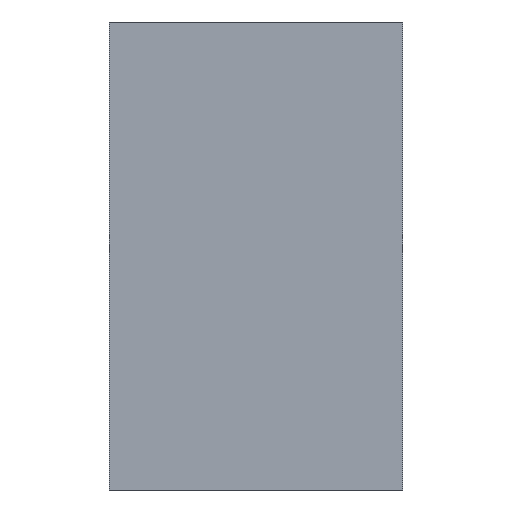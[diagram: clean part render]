
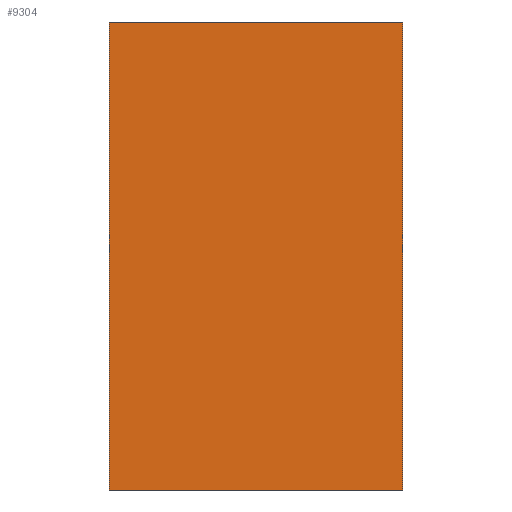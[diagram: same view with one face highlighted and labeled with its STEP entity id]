
A CAD part, front view. The second image highlights one B-rep face of the part: STEP entity #9304.
In plain terms, the highlighted planar face has unit normal (0, -1, 0).
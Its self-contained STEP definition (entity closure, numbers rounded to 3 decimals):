
#1375 = VERTEX_POINT ( 'NONE', #47121 ) ;
#5674 = VECTOR ( 'NONE', #58766, 39.37 ) ;
#6925 = VECTOR ( 'NONE', #70822, 39.37 ) ;
#9304 = ADVANCED_FACE ( 'NONE', ( #23451 ), #41907, .F. ) ;
#9564 = CARTESIAN_POINT ( 'NONE',  ( 26., -3.25, 44. ) ) ;
#14892 = DIRECTION ( 'NONE',  ( 0., 1., 0. ) ) ;
#15169 = EDGE_CURVE ( 'NONE', #32957, #17411, #20231, .T. ) ;
#15181 = DIRECTION ( 'NONE',  ( 1., 0., 0. ) ) ;
#15216 = DIRECTION ( 'NONE',  ( -1., 0., 0. ) ) ;
#15826 = AXIS2_PLACEMENT_3D ( 'NONE', #64085, #14892, #69609 ) ;
#17411 = VERTEX_POINT ( 'NONE', #9564 ) ;
#20231 = LINE ( 'NONE', #59234, #5674 ) ;
#22172 = ORIENTED_EDGE ( 'NONE', *, *, #37234, .T. ) ;
#23451 = FACE_OUTER_BOUND ( 'NONE', #46484, .T. ) ;
#26629 = CARTESIAN_POINT ( 'NONE',  ( -26., -3.25, -39. ) ) ;
#32045 = ORIENTED_EDGE ( 'NONE', *, *, #15169, .T. ) ;
#32852 = LINE ( 'NONE', #26629, #36287 ) ;
#32957 = VERTEX_POINT ( 'NONE', #51831 ) ;
#36012 = LINE ( 'NONE', #59799, #6925 ) ;
#36287 = VECTOR ( 'NONE', #15181, 39.37 ) ;
#37234 = EDGE_CURVE ( 'NONE', #1375, #32957, #32852, .T. ) ;
#41907 = PLANE ( 'NONE',  #15826 ) ;
#42490 = EDGE_CURVE ( 'NONE', #17411, #67025, #47830, .T. ) ;
#45272 = VECTOR ( 'NONE', #15216, 39.37 ) ;
#46484 = EDGE_LOOP ( 'NONE', ( #32045, #49982, #58877, #22172 ) ) ;
#47121 = CARTESIAN_POINT ( 'NONE',  ( -26., -3.25, -39. ) ) ;
#47830 = LINE ( 'NONE', #47976, #45272 ) ;
#47976 = CARTESIAN_POINT ( 'NONE',  ( -26., -3.25, 44. ) ) ;
#49982 = ORIENTED_EDGE ( 'NONE', *, *, #42490, .T. ) ;
#51831 = CARTESIAN_POINT ( 'NONE',  ( 26., -3.25, -39. ) ) ;
#56676 = EDGE_CURVE ( 'NONE', #67025, #1375, #36012, .T. ) ;
#57151 = CARTESIAN_POINT ( 'NONE',  ( -26., -3.25, 44. ) ) ;
#58766 = DIRECTION ( 'NONE',  ( 0., 0., 1. ) ) ;
#58877 = ORIENTED_EDGE ( 'NONE', *, *, #56676, .T. ) ;
#59234 = CARTESIAN_POINT ( 'NONE',  ( 26., -3.25, -39. ) ) ;
#59799 = CARTESIAN_POINT ( 'NONE',  ( -26., -3.25, -39. ) ) ;
#64085 = CARTESIAN_POINT ( 'NONE',  ( 0., -3.25, 0. ) ) ;
#67025 = VERTEX_POINT ( 'NONE', #57151 ) ;
#69609 = DIRECTION ( 'NONE',  ( 0., 0., 1. ) ) ;
#70822 = DIRECTION ( 'NONE',  ( 0., 0., -1. ) ) ;
